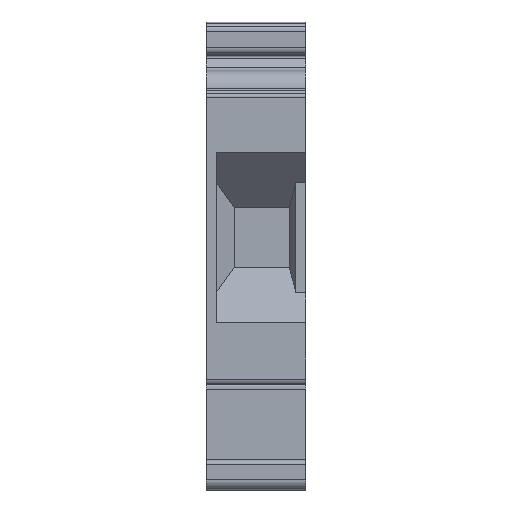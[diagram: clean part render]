
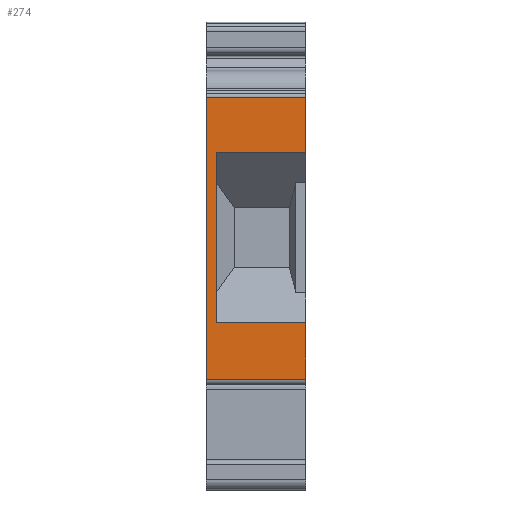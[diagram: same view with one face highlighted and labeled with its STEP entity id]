
A CAD part, left-side view. The second image highlights one B-rep face of the part: STEP entity #274.
In plain terms, the highlighted planar face has unit normal (-1, 0, 0).
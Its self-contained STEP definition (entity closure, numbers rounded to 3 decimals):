
#274 = ADVANCED_FACE( '', ( #752 ), #753, .F. );
#752 = FACE_OUTER_BOUND( '', #1438, .T. );
#753 = PLANE( '', #1439 );
#1438 = EDGE_LOOP( '', ( #2180, #2181, #2182, #2183, #2184, #2185, #2186, #2187 ) );
#1439 = AXIS2_PLACEMENT_3D( '', #2188, #2189, #2190 );
#2180 = ORIENTED_EDGE( '', *, *, #4329, .T. );
#2181 = ORIENTED_EDGE( '', *, *, #4330, .T. );
#2182 = ORIENTED_EDGE( '', *, *, #4331, .F. );
#2183 = ORIENTED_EDGE( '', *, *, #4332, .F. );
#2184 = ORIENTED_EDGE( '', *, *, #4333, .T. );
#2185 = ORIENTED_EDGE( '', *, *, #4334, .T. );
#2186 = ORIENTED_EDGE( '', *, *, #4335, .F. );
#2187 = ORIENTED_EDGE( '', *, *, #4336, .T. );
#2188 = CARTESIAN_POINT( '', ( -21., 9.95, -12.29 ) );
#2189 = DIRECTION( '', ( 1., 0., 0. ) );
#2190 = DIRECTION( '', ( 0., 0., -1. ) );
#4329 = EDGE_CURVE( '', #5248, #5249, #5250, .T. );
#4330 = EDGE_CURVE( '', #5249, #5251, #5252, .T. );
#4331 = EDGE_CURVE( '', #5253, #5251, #5254, .T. );
#4332 = EDGE_CURVE( '', #5255, #5253, #5256, .T. );
#4333 = EDGE_CURVE( '', #5255, #5257, #5258, .T. );
#4334 = EDGE_CURVE( '', #5257, #5259, #5260, .T. );
#4335 = EDGE_CURVE( '', #5261, #5259, #5262, .T. );
#4336 = EDGE_CURVE( '', #5261, #5248, #5263, .T. );
#5248 = VERTEX_POINT( '', #6589 );
#5249 = VERTEX_POINT( '', #6590 );
#5250 = LINE( '', #6591, #6592 );
#5251 = VERTEX_POINT( '', #6593 );
#5252 = LINE( '', #6594, #6595 );
#5253 = VERTEX_POINT( '', #6596 );
#5254 = LINE( '', #6597, #6598 );
#5255 = VERTEX_POINT( '', #6599 );
#5256 = LINE( '', #6600, #6601 );
#5257 = VERTEX_POINT( '', #6602 );
#5258 = LINE( '', #6603, #6604 );
#5259 = VERTEX_POINT( '', #6605 );
#5260 = LINE( '', #6606, #6607 );
#5261 = VERTEX_POINT( '', #6608 );
#5262 = LINE( '', #6609, #6610 );
#5263 = LINE( '', #6611, #6612 );
#6589 = CARTESIAN_POINT( '', ( -21., 8.95, 10.274 ) );
#6590 = CARTESIAN_POINT( '', ( -21., 0., 10.274 ) );
#6591 = CARTESIAN_POINT( '', ( -21., 8.95, 10.274 ) );
#6592 = VECTOR( '', #8252, 1000. );
#6593 = CARTESIAN_POINT( '', ( -21., 0., 15.829 ) );
#6594 = CARTESIAN_POINT( '', ( -21., 0., -12.29 ) );
#6595 = VECTOR( '', #8253, 1000. );
#6596 = CARTESIAN_POINT( '', ( -21., 9.95, 15.829 ) );
#6597 = CARTESIAN_POINT( '', ( -21., 9.95, 15.829 ) );
#6598 = VECTOR( '', #8254, 1000. );
#6599 = CARTESIAN_POINT( '', ( -21., 9.95, -12.29 ) );
#6600 = CARTESIAN_POINT( '', ( -21., 9.95, -12.29 ) );
#6601 = VECTOR( '', #8255, 1000. );
#6602 = CARTESIAN_POINT( '', ( -21., 0., -12.29 ) );
#6603 = CARTESIAN_POINT( '', ( -21., 9.95, -12.29 ) );
#6604 = VECTOR( '', #8256, 1000. );
#6605 = CARTESIAN_POINT( '', ( -21., 0., -6.626 ) );
#6606 = CARTESIAN_POINT( '', ( -21., 0., -12.29 ) );
#6607 = VECTOR( '', #8257, 1000. );
#6608 = CARTESIAN_POINT( '', ( -21., 8.95, -6.626 ) );
#6609 = CARTESIAN_POINT( '', ( -21., 8.95, -6.626 ) );
#6610 = VECTOR( '', #8258, 1000. );
#6611 = CARTESIAN_POINT( '', ( -21., 8.95, -6.626 ) );
#6612 = VECTOR( '', #8259, 1000. );
#8252 = DIRECTION( '', ( 0., -1., 0. ) );
#8253 = DIRECTION( '', ( 0., 0., 1. ) );
#8254 = DIRECTION( '', ( 0., -1., 0. ) );
#8255 = DIRECTION( '', ( 0., 0., 1. ) );
#8256 = DIRECTION( '', ( 0., -1., 0. ) );
#8257 = DIRECTION( '', ( 0., 0., 1. ) );
#8258 = DIRECTION( '', ( 0., -1., 0. ) );
#8259 = DIRECTION( '', ( 0., 0., 1. ) );
